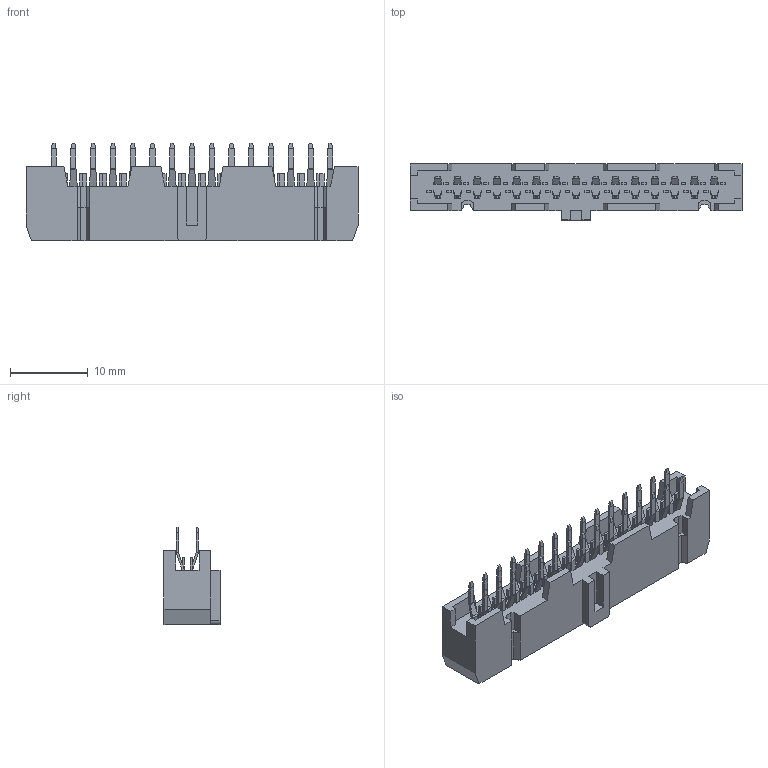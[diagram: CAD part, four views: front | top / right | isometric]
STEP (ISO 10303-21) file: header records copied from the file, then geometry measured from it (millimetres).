
FILE_DESCRIPTION(('CoCreate Modeling STEP Export'),'2;1');
FILE_NAME('HIF3FB-30DA-2.54DSA.stp','2013-02-27T16:19:09',(''),(''),'CoCreate Modeling STEP processor for AP214 (Solid Model)','CoCreate Modeling 17.0 01-Apr-2010 (C) Parametric Technology GmbH','');
FILE_SCHEMA(('AUTOMOTIVE_DESIGN { 1 0 10303 214 1 1 1 1 }'));
Length unit declared in the file: millimetre
Products named in the file (1): HIF3FB-30DA-2.54DSA
Bounding box: 42.67 x 7.2 x 12.5 mm (x, y, z)
Volume: 1892.1 mm3; surface area: 1955.5 mm2
Topology: 1 solids, 1 shells, 974 faces, 2312 edges, 1460 vertices
Faces by surface type: plane 912, cylinder 62
Entity records: 34989 total; most frequent: CARTESIAN_POINT 4725, ORIENTED_EDGE 4624, DIRECTION 4359, EDGE_CURVE 2312, VECTOR 2171, LINE 2171, VERTEX_POINT 1460, AXIS2_PLACEMENT_3D 1094
